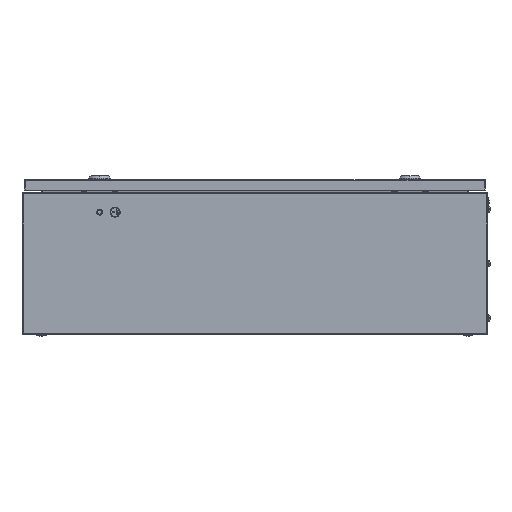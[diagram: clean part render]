
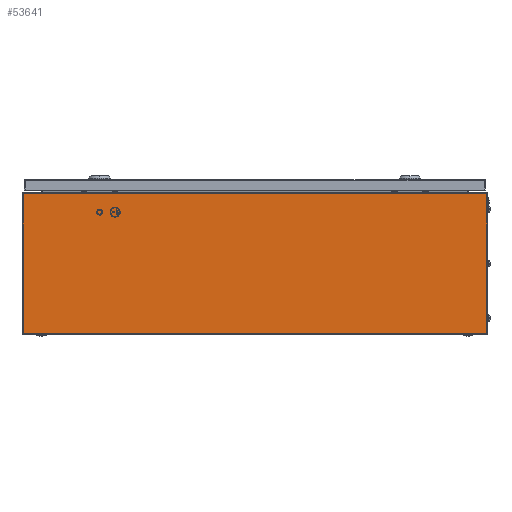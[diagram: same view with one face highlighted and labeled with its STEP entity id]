
A CAD part, left-side view. The second image highlights one B-rep face of the part: STEP entity #53641.
In plain terms, the highlighted planar face has unit normal (-1, 0, 0).
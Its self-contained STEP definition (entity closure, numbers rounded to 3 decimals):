
#1337 = ORIENTED_EDGE ( 'NONE', *, *, #53736, .T. ) ;
#2096 = LINE ( 'NONE', #30310, #62172 ) ;
#2342 = VECTOR ( 'NONE', #71786, 1000. ) ;
#3169 = DIRECTION ( 'NONE',  ( 0., 0., -1. ) ) ;
#3199 = CARTESIAN_POINT ( 'NONE',  ( 0., 0., 183. ) ) ;
#4048 = FACE_OUTER_BOUND ( 'NONE', #5667, .T. ) ;
#4968 = VERTEX_POINT ( 'NONE', #34208 ) ;
#5667 = EDGE_LOOP ( 'NONE', ( #1337, #49049, #33395, #59133 ) ) ;
#11246 = DIRECTION ( 'NONE',  ( 0., 0., -1. ) ) ;
#12158 = DIRECTION ( 'NONE',  ( 0., -1., 0. ) ) ;
#14142 = EDGE_CURVE ( 'NONE', #35404, #16332, #45854, .T. ) ;
#15027 = EDGE_CURVE ( 'NONE', #35404, #64606, #2096, .T. ) ;
#16332 = VERTEX_POINT ( 'NONE', #3199 ) ;
#22245 = AXIS2_PLACEMENT_3D ( 'NONE', #71073, #31581, #48750 ) ;
#25720 = PLANE ( 'NONE',  #22245 ) ;
#30310 = CARTESIAN_POINT ( 'NONE',  ( 0., 600., 183. ) ) ;
#31581 = DIRECTION ( 'NONE',  ( 1., 0., 0. ) ) ;
#33395 = ORIENTED_EDGE ( 'NONE', *, *, #14142, .F. ) ;
#34208 = CARTESIAN_POINT ( 'NONE',  ( 0., 0., 0. ) ) ;
#35404 = VERTEX_POINT ( 'NONE', #56544 ) ;
#36426 = EDGE_CURVE ( 'NONE', #16332, #4968, #39477, .T. ) ;
#37469 = VECTOR ( 'NONE', #12158, 1000. ) ;
#37783 = CARTESIAN_POINT ( 'NONE',  ( 0., 0., 0. ) ) ;
#39477 = LINE ( 'NONE', #62129, #57453 ) ;
#45854 = LINE ( 'NONE', #52400, #37469 ) ;
#48750 = DIRECTION ( 'NONE',  ( 0., 0., -1. ) ) ;
#49049 = ORIENTED_EDGE ( 'NONE', *, *, #36426, .F. ) ;
#49457 = LINE ( 'NONE', #37783, #2342 ) ;
#52400 = CARTESIAN_POINT ( 'NONE',  ( 0., 0., 183. ) ) ;
#53641 = ADVANCED_FACE ( 'NONE', ( #4048 ), #25720, .F. ) ;
#53736 = EDGE_CURVE ( 'NONE', #64606, #4968, #49457, .T. ) ;
#56544 = CARTESIAN_POINT ( 'NONE',  ( 0., 600., 183. ) ) ;
#57453 = VECTOR ( 'NONE', #11246, 1000. ) ;
#59133 = ORIENTED_EDGE ( 'NONE', *, *, #15027, .T. ) ;
#62129 = CARTESIAN_POINT ( 'NONE',  ( 0., 0., 183. ) ) ;
#62172 = VECTOR ( 'NONE', #3169, 1000. ) ;
#64606 = VERTEX_POINT ( 'NONE', #65273 ) ;
#65273 = CARTESIAN_POINT ( 'NONE',  ( 0., 600., 0. ) ) ;
#71073 = CARTESIAN_POINT ( 'NONE',  ( 0., 0., 183. ) ) ;
#71786 = DIRECTION ( 'NONE',  ( 0., -1., 0. ) ) ;
